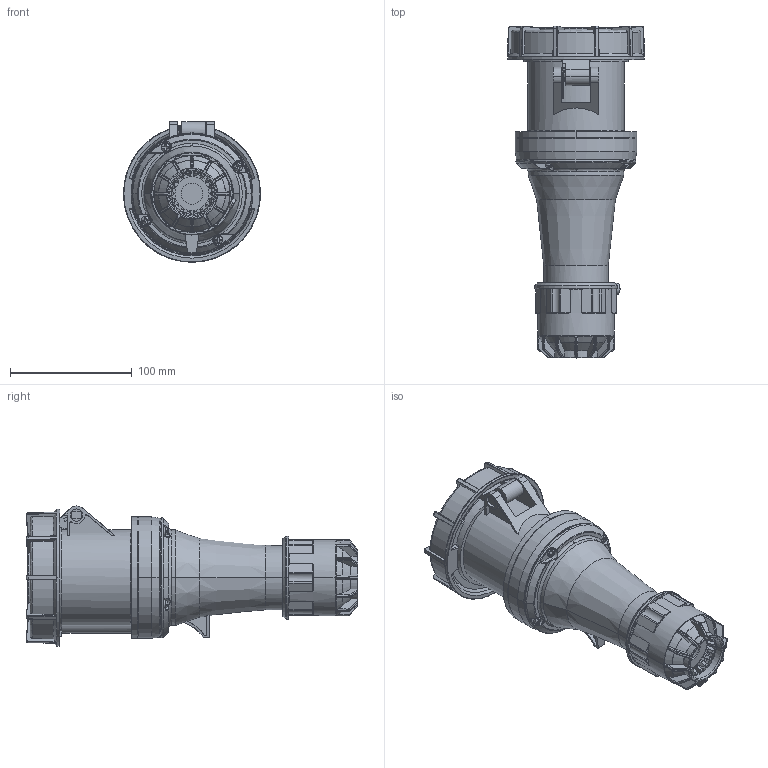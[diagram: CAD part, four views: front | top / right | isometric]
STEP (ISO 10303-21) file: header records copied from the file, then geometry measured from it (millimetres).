
FILE_DESCRIPTION (( 'STEP AP214' ), '1' );
FILE_NAME ('DEP2-2332.STEP', '2025-01-07T03:22:12', ( '' ), ( '' ), 'SwSTEP 2.0', 'SolidWorks 2022', '' );
FILE_SCHEMA (( 'AUTOMOTIVE_DESIGN' ));
Length unit declared in the file: millimetre
Products named in the file (1): DEP2-2332
Bounding box: 112.5 x 272.76 x 115.25 mm (x, y, z)
Surface area: 134469.3 mm2 (no closed solid volume)
Topology: 0 solids, 38 shells, 1027 faces, 3584 edges, 2494 vertices
Faces by surface type: bspline 335, plane 316, cylinder 247, cone 127, torus 2
Entity records: 75719 total; most frequent: CARTESIAN_POINT 38670, ORIENTED_EDGE 5955, DIRECTION 3986, EDGE_CURVE 3584, VERTEX_POINT 2494, B_SPLINE_CURVE_WITH_KNOTS 1579, AXIS2_PLACEMENT_3D 1556, EDGE_LOOP 1100
